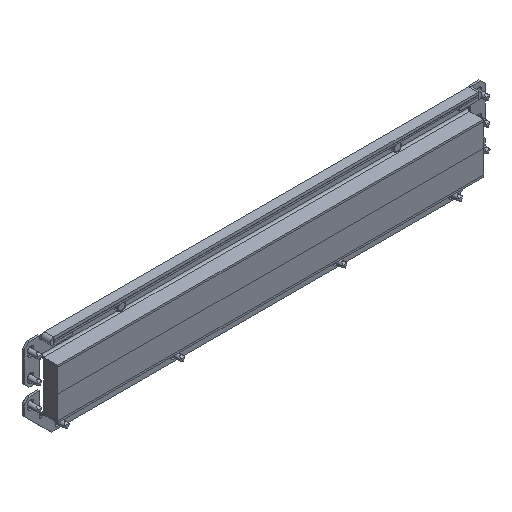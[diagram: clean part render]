
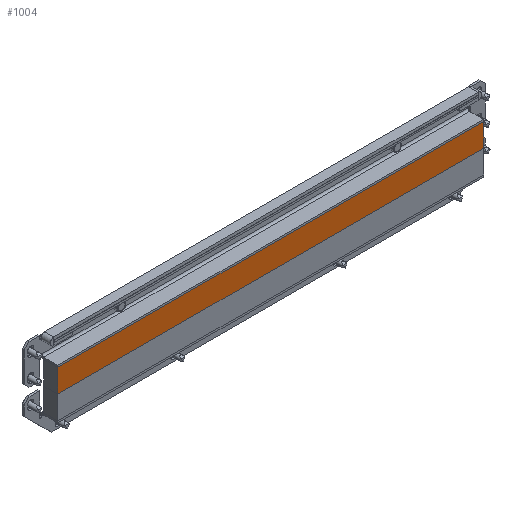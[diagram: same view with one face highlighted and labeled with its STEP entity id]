
A CAD part, isometric view. The second image highlights one B-rep face of the part: STEP entity #1004.
In plain terms, the highlighted face is planar.
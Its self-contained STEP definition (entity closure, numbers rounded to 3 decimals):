
#534 = CARTESIAN_POINT ( 'NONE',  ( -7.5, 12.5, -230. ) ) ;
#663 = CARTESIAN_POINT ( 'NONE',  ( -7.5, 12.5, -230. ) ) ;
#822 = EDGE_LOOP ( 'NONE', ( #6711, #2395, #5632, #1030 ) ) ;
#1004 = ADVANCED_FACE ( 'NONE', ( #7714 ), #5821, .T. ) ;
#1030 = ORIENTED_EDGE ( 'NONE', *, *, #3817, .T. ) ;
#1278 = VERTEX_POINT ( 'NONE', #663 ) ;
#1615 = LINE ( 'NONE', #5671, #6468 ) ;
#2103 = CARTESIAN_POINT ( 'NONE',  ( -7.5, -12.5, -230. ) ) ;
#2285 = VERTEX_POINT ( 'NONE', #7076 ) ;
#2395 = ORIENTED_EDGE ( 'NONE', *, *, #7405, .F. ) ;
#2539 = CARTESIAN_POINT ( 'NONE',  ( -7.5, 12.5, 230. ) ) ;
#2967 = DIRECTION ( 'NONE',  ( 0., -1., 0. ) ) ;
#3430 = CARTESIAN_POINT ( 'NONE',  ( -7.5, 12.5, -230. ) ) ;
#3568 = EDGE_CURVE ( 'NONE', #1278, #2285, #6736, .T. ) ;
#3649 = VECTOR ( 'NONE', #6904, 1000. ) ;
#3817 = EDGE_CURVE ( 'NONE', #2285, #4451, #3916, .T. ) ;
#3916 = LINE ( 'NONE', #2103, #3649 ) ;
#4451 = VERTEX_POINT ( 'NONE', #7732 ) ;
#4704 = AXIS2_PLACEMENT_3D ( 'NONE', #534, #6472, #2967 ) ;
#5136 = VECTOR ( 'NONE', #6723, 1000. ) ;
#5152 = LINE ( 'NONE', #3430, #6557 ) ;
#5368 = VERTEX_POINT ( 'NONE', #2539 ) ;
#5502 = CARTESIAN_POINT ( 'NONE',  ( -7.5, 12.5, -230. ) ) ;
#5632 = ORIENTED_EDGE ( 'NONE', *, *, #3568, .T. ) ;
#5671 = CARTESIAN_POINT ( 'NONE',  ( -7.5, 12.5, 230. ) ) ;
#5821 = PLANE ( 'NONE',  #4704 ) ;
#6109 = DIRECTION ( 'NONE',  ( 0., -1., 0. ) ) ;
#6442 = EDGE_CURVE ( 'NONE', #5368, #4451, #1615, .T. ) ;
#6468 = VECTOR ( 'NONE', #6109, 1000. ) ;
#6472 = DIRECTION ( 'NONE',  ( -1., 0., 0. ) ) ;
#6557 = VECTOR ( 'NONE', #7561, 1000. ) ;
#6711 = ORIENTED_EDGE ( 'NONE', *, *, #6442, .F. ) ;
#6723 = DIRECTION ( 'NONE',  ( 0., -1., 0. ) ) ;
#6736 = LINE ( 'NONE', #5502, #5136 ) ;
#6904 = DIRECTION ( 'NONE',  ( 0., 0., 1. ) ) ;
#7076 = CARTESIAN_POINT ( 'NONE',  ( -7.5, -12.5, -230. ) ) ;
#7405 = EDGE_CURVE ( 'NONE', #1278, #5368, #5152, .T. ) ;
#7561 = DIRECTION ( 'NONE',  ( 0., 0., 1. ) ) ;
#7714 = FACE_OUTER_BOUND ( 'NONE', #822, .T. ) ;
#7732 = CARTESIAN_POINT ( 'NONE',  ( -7.5, -12.5, 230. ) ) ;
